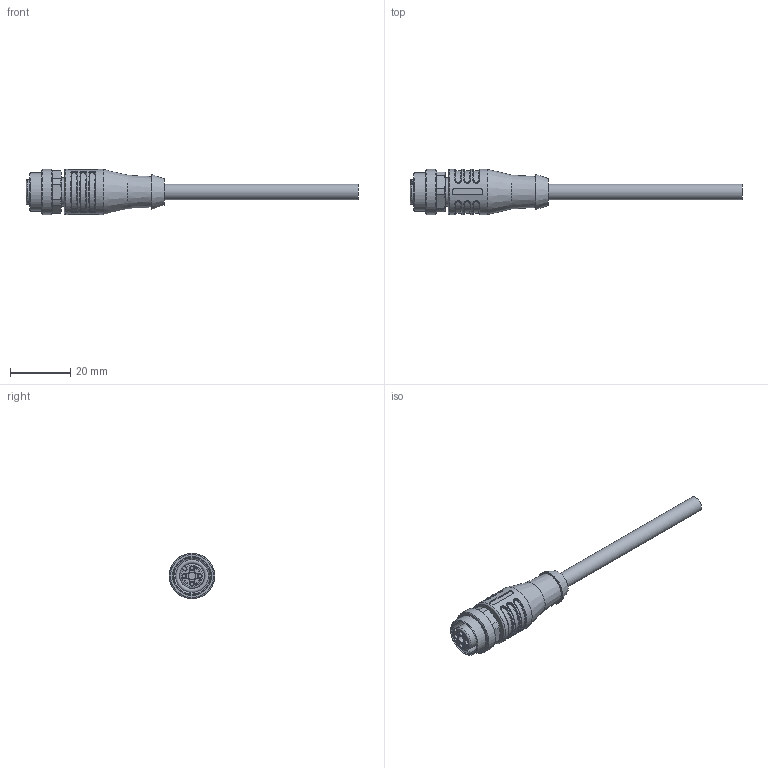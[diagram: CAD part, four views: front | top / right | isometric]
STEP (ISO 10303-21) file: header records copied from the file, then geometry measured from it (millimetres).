
FILE_DESCRIPTION(/* description */ (''),/* implementation_level */ '2;1');
FILE_NAME(/* name */ 'RA-WAKS4_stp.stp',/* time_stamp */ '2016-09-16T09:23:16+02:00',/* author */ (''),/* organization */ (''),/* preprocessor_version */ 'ST-DEVELOPER v16',/* originating_system */ 'SIEMENS PLM Software NX 10.0',/* authorisation */ '');
FILE_SCHEMA (('AUTOMOTIVE_DESIGN { 1 0 10303 214 3 1 1 1 }'));
Length unit declared in the file: millimetre
Products named in the file (1): RA-WAKS4_stp
Bounding box: 109.9 x 15 x 15 mm (x, y, z)
Volume: 7022.2 mm3; surface area: 3970.1 mm2
Topology: 1 solids, 1 shells, 255 faces, 624 edges, 397 vertices
Faces by surface type: plane 89, cylinder 66, bspline 54, extrusion 25, cone 18, torus 3
Full cylindrical faces by diameter (mm): 1.15 x4, 5.2 x1, 9.3 x1, 10.95 x1, 12.3 x1, 12.8 x1, 15 x2
Entity records: 8611 total; most frequent: CARTESIAN_POINT 3624, ORIENTED_EDGE 1160, DIRECTION 800, EDGE_CURVE 580, VERTEX_POINT 381, EDGE_LOOP 309, AXIS2_PLACEMENT_3D 296, ADVANCED_FACE 255
